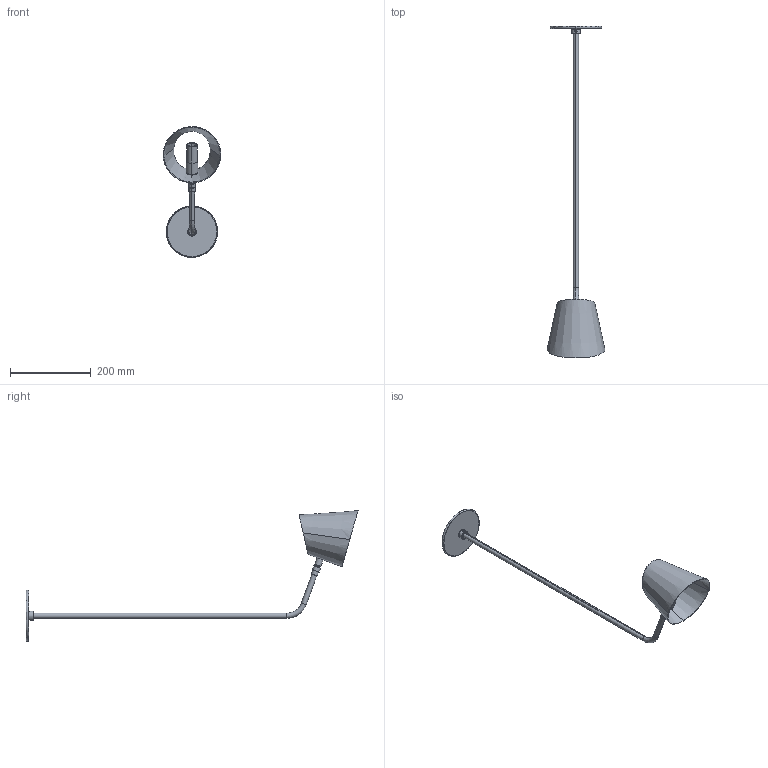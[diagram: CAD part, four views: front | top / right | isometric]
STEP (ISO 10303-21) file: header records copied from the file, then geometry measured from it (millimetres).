
FILE_DESCRIPTION (( 'STEP AP203' ), '1' );
FILE_NAME ('Hartau Single.STEP', '2018-07-03T15:39:13', ( '' ), ( '' ), 'SwSTEP 2.0', 'SolidWorks 2017', '' );
FILE_SCHEMA (( 'CONFIG_CONTROL_DESIGN' ));
Length unit declared in the file: inch
Products named in the file (1): Hartau Single
Bounding box: 142.85 x 821.23 x 323.35 mm (x, y, z)
Surface area: 183284.2 mm2 (no closed solid volume)
Topology: 0 solids, 7 shells, 78 faces, 179 edges, 105 vertices
Faces by surface type: cylinder 24, cone 20, bspline 18, plane 12, torus 4
Entity records: 3129 total; most frequent: CARTESIAN_POINT 1464, ORIENTED_EDGE 330, DIRECTION 318, EDGE_CURVE 175, AXIS2_PLACEMENT_3D 135, VERTEX_POINT 105, EDGE_LOOP 88, FACE_OUTER_BOUND 78
